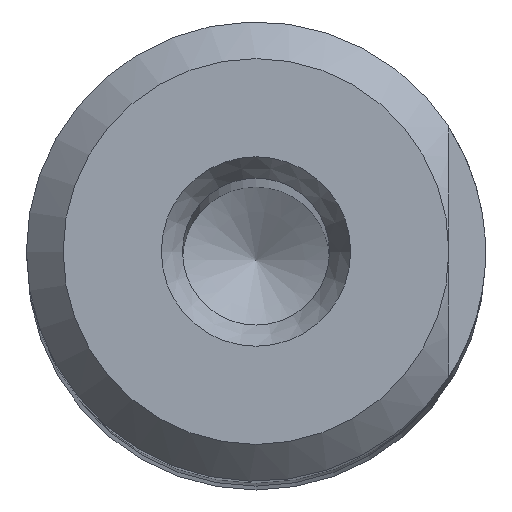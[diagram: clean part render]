
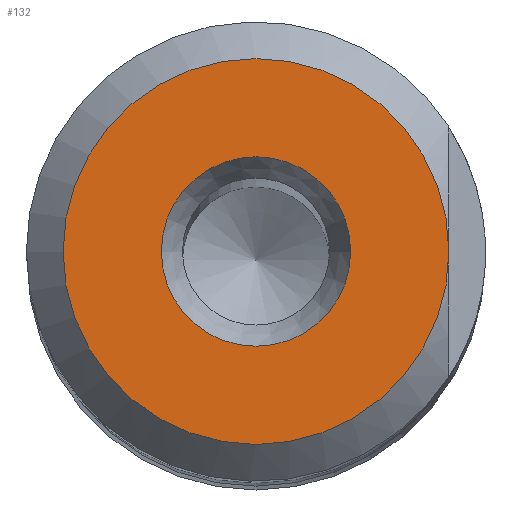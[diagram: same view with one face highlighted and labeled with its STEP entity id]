
A CAD part, top view. The second image highlights one B-rep face of the part: STEP entity #132.
In plain terms, the highlighted planar face has unit normal (0, 0, 1).
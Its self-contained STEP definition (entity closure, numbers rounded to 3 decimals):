
#33=PLANE('',#727);
#132=ADVANCED_FACE('',(#340,#341),#33,.T.);
#264=CIRCLE('',#722,10.5);
#266=CIRCLE('',#726,5.155);
#340=FACE_BOUND('',#430,.T.);
#341=FACE_BOUND('',#431,.T.);
#430=EDGE_LOOP('',(#534));
#431=EDGE_LOOP('',(#535));
#534=ORIENTED_EDGE('',*,*,#671,.T.);
#535=ORIENTED_EDGE('',*,*,#668,.F.);
#614=VERTEX_POINT('',#1257);
#616=VERTEX_POINT('',#1268);
#668=EDGE_CURVE('',#614,#614,#264,.T.);
#671=EDGE_CURVE('',#616,#616,#266,.T.);
#722=AXIS2_PLACEMENT_3D('',#1258,#852,#853);
#726=AXIS2_PLACEMENT_3D('',#1267,#860,#861);
#727=AXIS2_PLACEMENT_3D('',#1269,#862,#863);
#852=DIRECTION('',(0.,0.,-1.));
#853=DIRECTION('',(-1.,0.,0.));
#860=DIRECTION('',(0.,0.,-1.));
#861=DIRECTION('',(-1.,0.,0.));
#862=DIRECTION('',(0.,0.,1.));
#863=DIRECTION('',(1.,0.,0.));
#1257=CARTESIAN_POINT('',(10.5,0.,56.));
#1258=CARTESIAN_POINT('',(0.,0.,56.));
#1267=CARTESIAN_POINT('',(0.,0.,56.));
#1268=CARTESIAN_POINT('',(-5.155,0.,56.));
#1269=CARTESIAN_POINT('',(10.5,0.,56.));
